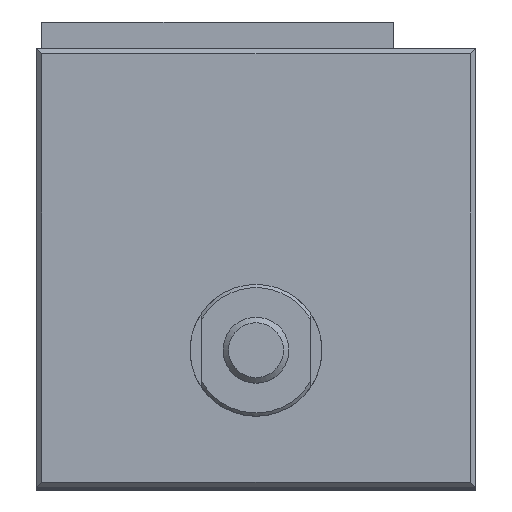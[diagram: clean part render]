
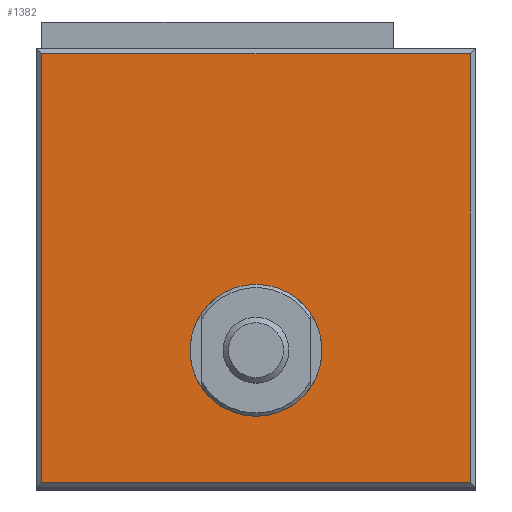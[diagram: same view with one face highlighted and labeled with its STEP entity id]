
A CAD part, top view. The second image highlights one B-rep face of the part: STEP entity #1382.
In plain terms, the highlighted planar face has unit normal (0, 0, 1).
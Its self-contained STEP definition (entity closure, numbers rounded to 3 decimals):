
#53=FACE_BOUND('',#247,.T.);
#54=FACE_BOUND('',#248,.T.);
#101=CIRCLE('',#1474,6.);
#247=EDGE_LOOP('',(#934));
#248=EDGE_LOOP('',(#935,#936,#937,#938));
#378=LINE('',#2037,#490);
#382=LINE('',#2045,#494);
#385=LINE('',#2051,#497);
#389=LINE('',#2057,#501);
#490=VECTOR('',#1637,39.);
#494=VECTOR('',#1643,39.);
#497=VECTOR('',#1648,39.);
#501=VECTOR('',#1654,39.);
#597=VERTEX_POINT('',#2035);
#598=VERTEX_POINT('',#2036);
#601=VERTEX_POINT('',#2044);
#603=VERTEX_POINT('',#2050);
#608=VERTEX_POINT('',#2069);
#725=EDGE_CURVE('',#597,#598,#378,.T.);
#729=EDGE_CURVE('',#598,#601,#382,.T.);
#732=EDGE_CURVE('',#601,#603,#385,.T.);
#736=EDGE_CURVE('',#603,#597,#389,.T.);
#742=EDGE_CURVE('',#608,#608,#101,.T.);
#934=ORIENTED_EDGE('',*,*,#742,.T.);
#935=ORIENTED_EDGE('',*,*,#725,.F.);
#936=ORIENTED_EDGE('',*,*,#736,.F.);
#937=ORIENTED_EDGE('',*,*,#732,.F.);
#938=ORIENTED_EDGE('',*,*,#729,.F.);
#1242=PLANE('',#1473);
#1382=ADVANCED_FACE('',(#53,#54),#1242,.T.);
#1473=AXIS2_PLACEMENT_3D('',#2068,#1664,#1665);
#1474=AXIS2_PLACEMENT_3D('',#2070,#1666,#1667);
#1637=DIRECTION('',(-1.,0.,0.));
#1643=DIRECTION('',(0.,1.,0.));
#1648=DIRECTION('',(1.,0.,0.));
#1654=DIRECTION('',(0.,-1.,0.));
#1664=DIRECTION('center_axis',(0.,0.,1.));
#1665=DIRECTION('ref_axis',(1.,0.,0.));
#1666=DIRECTION('center_axis',(0.,0.,-1.));
#1667=DIRECTION('ref_axis',(0.,-1.,0.));
#2035=CARTESIAN_POINT('',(19.5,-19.5,61.));
#2036=CARTESIAN_POINT('',(-19.5,-19.5,61.));
#2037=CARTESIAN_POINT('',(-10.,-19.5,61.));
#2044=CARTESIAN_POINT('',(-19.5,19.5,61.));
#2045=CARTESIAN_POINT('',(-19.5,10.,61.));
#2050=CARTESIAN_POINT('',(19.5,19.5,61.));
#2051=CARTESIAN_POINT('',(10.,19.5,61.));
#2057=CARTESIAN_POINT('',(19.5,-10.,61.));
#2068=CARTESIAN_POINT('Origin',(0.,0.,61.));
#2069=CARTESIAN_POINT('',(0.,-13.5,61.));
#2070=CARTESIAN_POINT('Origin',(0.,-7.5,61.));
